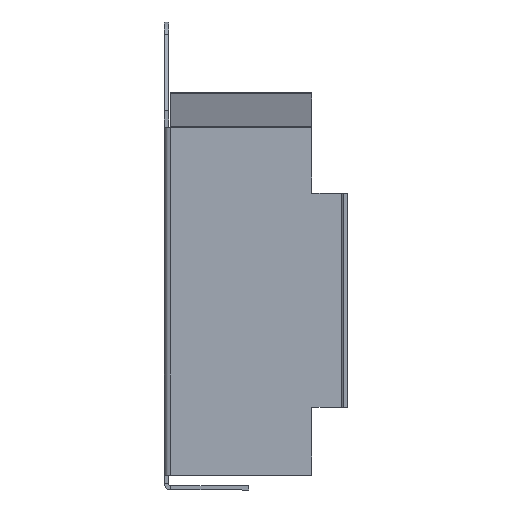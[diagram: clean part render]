
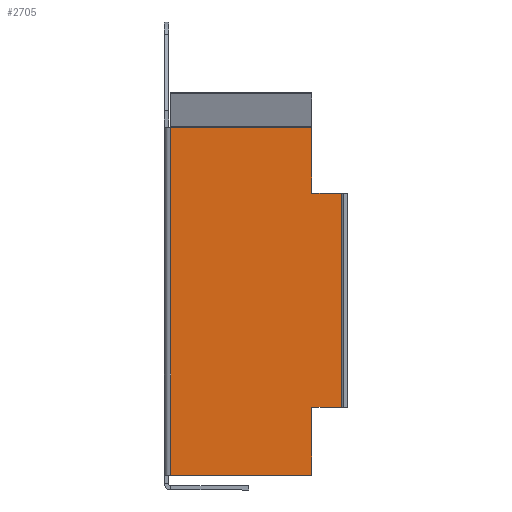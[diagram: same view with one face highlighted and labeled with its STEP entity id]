
A CAD part, left-side view. The second image highlights one B-rep face of the part: STEP entity #2705.
In plain terms, the highlighted planar face has unit normal (-1, 0, 0).
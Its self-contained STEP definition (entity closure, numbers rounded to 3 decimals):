
#47 = CARTESIAN_POINT ( 'NONE',  ( -13.6, 1.7, 2.98 ) ) ;
#214 = ORIENTED_EDGE ( 'NONE', *, *, #2772, .F. ) ;
#282 = DIRECTION ( 'NONE',  ( 0., -1., 0. ) ) ;
#340 = PLANE ( 'NONE',  #1047 ) ;
#400 = DIRECTION ( 'NONE',  ( 0., 1., 0. ) ) ;
#540 = VERTEX_POINT ( 'NONE', #1637 ) ;
#552 = CARTESIAN_POINT ( 'NONE',  ( -13.6, 8.4, 0. ) ) ;
#615 = LINE ( 'NONE', #798, #3135 ) ;
#661 = LINE ( 'NONE', #1065, #1161 ) ;
#697 = EDGE_CURVE ( 'NONE', #3491, #2865, #2148, .T. ) ;
#703 = ORIENTED_EDGE ( 'NONE', *, *, #1870, .F. ) ;
#711 = CARTESIAN_POINT ( 'NONE',  ( -13.6, 1.7, 6.1 ) ) ;
#743 = LINE ( 'NONE', #552, #1242 ) ;
#798 = CARTESIAN_POINT ( 'NONE',  ( -13.6, 1.7, 6.1 ) ) ;
#877 = VECTOR ( 'NONE', #2347, 1000. ) ;
#898 = VERTEX_POINT ( 'NONE', #711 ) ;
#909 = DIRECTION ( 'NONE',  ( 0., -1., 0. ) ) ;
#1047 = AXIS2_PLACEMENT_3D ( 'NONE', #47, #2257, #1324 ) ;
#1065 = CARTESIAN_POINT ( 'NONE',  ( -13.6, 1.7, -10.4 ) ) ;
#1098 = CARTESIAN_POINT ( 'NONE',  ( -13.6, 0.3, 2.98 ) ) ;
#1133 = DIRECTION ( 'NONE',  ( 0., 0., -1. ) ) ;
#1148 = CARTESIAN_POINT ( 'NONE',  ( -13.6, 1.7, -10.4 ) ) ;
#1161 = VECTOR ( 'NONE', #3854, 1000. ) ;
#1242 = VECTOR ( 'NONE', #1133, 1000. ) ;
#1256 = VERTEX_POINT ( 'NONE', #1270 ) ;
#1270 = CARTESIAN_POINT ( 'NONE',  ( -13.6, 1.7, 2.98 ) ) ;
#1324 = DIRECTION ( 'NONE',  ( 0., 1., 0. ) ) ;
#1509 = CARTESIAN_POINT ( 'NONE',  ( -13.6, 1.7, 2.98 ) ) ;
#1536 = ORIENTED_EDGE ( 'NONE', *, *, #3263, .T. ) ;
#1542 = LINE ( 'NONE', #1098, #877 ) ;
#1588 = ORIENTED_EDGE ( 'NONE', *, *, #2163, .F. ) ;
#1613 = ORIENTED_EDGE ( 'NONE', *, *, #1925, .F. ) ;
#1637 = CARTESIAN_POINT ( 'NONE',  ( -13.6, 0.3, 2.98 ) ) ;
#1870 = EDGE_CURVE ( 'NONE', #540, #2865, #1542, .T. ) ;
#1872 = CARTESIAN_POINT ( 'NONE',  ( -13.6, 8.4, -10.4 ) ) ;
#1912 = CARTESIAN_POINT ( 'NONE',  ( -13.6, 1.7, -10.4 ) ) ;
#1925 = EDGE_CURVE ( 'NONE', #2213, #898, #615, .T. ) ;
#1926 = VERTEX_POINT ( 'NONE', #1872 ) ;
#1961 = EDGE_LOOP ( 'NONE', ( #1974, #703, #2103, #3505, #1613, #1536, #214, #1588 ) ) ;
#1974 = ORIENTED_EDGE ( 'NONE', *, *, #697, .T. ) ;
#2024 = LINE ( 'NONE', #2948, #2970 ) ;
#2069 = LINE ( 'NONE', #1509, #2410 ) ;
#2103 = ORIENTED_EDGE ( 'NONE', *, *, #3349, .F. ) ;
#2148 = LINE ( 'NONE', #4013, #2387 ) ;
#2163 = EDGE_CURVE ( 'NONE', #3491, #3379, #3177, .T. ) ;
#2213 = VERTEX_POINT ( 'NONE', #2966 ) ;
#2245 = EDGE_CURVE ( 'NONE', #898, #1256, #661, .T. ) ;
#2257 = DIRECTION ( 'NONE',  ( 1., 0., 0. ) ) ;
#2331 = VECTOR ( 'NONE', #3172, 1000. ) ;
#2347 = DIRECTION ( 'NONE',  ( 0., 0., -1. ) ) ;
#2387 = VECTOR ( 'NONE', #2748, 1000. ) ;
#2410 = VECTOR ( 'NONE', #909, 1000. ) ;
#2705 = ADVANCED_FACE ( 'NONE', ( #3700 ), #340, .F. ) ;
#2726 = CARTESIAN_POINT ( 'NONE',  ( -13.6, 0.3, -7.18 ) ) ;
#2748 = DIRECTION ( 'NONE',  ( 0., -1., 0. ) ) ;
#2772 = EDGE_CURVE ( 'NONE', #3379, #1926, #2024, .T. ) ;
#2865 = VERTEX_POINT ( 'NONE', #2726 ) ;
#2948 = CARTESIAN_POINT ( 'NONE',  ( -13.6, 8.5, -10.4 ) ) ;
#2966 = CARTESIAN_POINT ( 'NONE',  ( -13.6, 8.4, 6.1 ) ) ;
#2970 = VECTOR ( 'NONE', #400, 1000. ) ;
#3135 = VECTOR ( 'NONE', #282, 1000. ) ;
#3172 = DIRECTION ( 'NONE',  ( 0., 0., -1. ) ) ;
#3177 = LINE ( 'NONE', #1912, #2331 ) ;
#3263 = EDGE_CURVE ( 'NONE', #2213, #1926, #743, .T. ) ;
#3349 = EDGE_CURVE ( 'NONE', #1256, #540, #2069, .T. ) ;
#3379 = VERTEX_POINT ( 'NONE', #1148 ) ;
#3491 = VERTEX_POINT ( 'NONE', #3702 ) ;
#3505 = ORIENTED_EDGE ( 'NONE', *, *, #2245, .F. ) ;
#3700 = FACE_OUTER_BOUND ( 'NONE', #1961, .T. ) ;
#3702 = CARTESIAN_POINT ( 'NONE',  ( -13.6, 1.7, -7.18 ) ) ;
#3854 = DIRECTION ( 'NONE',  ( 0., 0., -1. ) ) ;
#4013 = CARTESIAN_POINT ( 'NONE',  ( -13.6, 1.7, -7.18 ) ) ;
